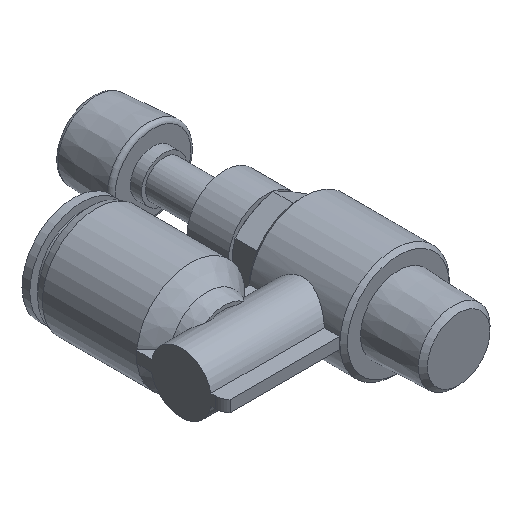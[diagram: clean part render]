
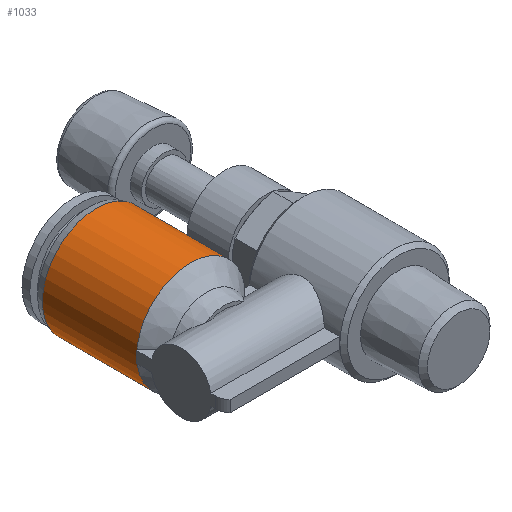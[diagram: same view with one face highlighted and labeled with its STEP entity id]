
A CAD part, isometric view. The second image highlights one B-rep face of the part: STEP entity #1033.
In plain terms, the highlighted cylindrical face has radius 7.15 mm (diameter 14.3 mm), a full revolution.
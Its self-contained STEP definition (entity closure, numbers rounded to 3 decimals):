
#52=CYLINDRICAL_SURFACE('',#1163,7.15);
#102=CIRCLE('',#1160,7.15);
#104=CIRCLE('',#1164,7.15);
#414=ORIENTED_EDGE('',*,*,#558,.T.);
#415=ORIENTED_EDGE('',*,*,#560,.F.);
#558=EDGE_CURVE('',#655,#655,#102,.T.);
#560=EDGE_CURVE('',#657,#657,#104,.T.);
#655=VERTEX_POINT('',#1890);
#657=VERTEX_POINT('',#1896);
#828=EDGE_LOOP('',(#414));
#829=EDGE_LOOP('',(#415));
#925=FACE_BOUND('',#828,.T.);
#926=FACE_BOUND('',#829,.T.);
#1033=ADVANCED_FACE('',(#925,#926),#52,.T.);
#1160=AXIS2_PLACEMENT_3D('',#1889,#1433,#1434);
#1163=AXIS2_PLACEMENT_3D('',#1894,#1439,#1440);
#1164=AXIS2_PLACEMENT_3D('',#1895,#1441,#1442);
#1433=DIRECTION('',(0.,1.,0.));
#1434=DIRECTION('',(0.,0.,1.));
#1439=DIRECTION('',(0.,1.,0.));
#1440=DIRECTION('',(0.,0.,1.));
#1441=DIRECTION('',(0.,1.,0.));
#1442=DIRECTION('',(0.,0.,1.));
#1889=CARTESIAN_POINT('',(-15.,6.,0.));
#1890=CARTESIAN_POINT('',(-15.,6.,7.15));
#1894=CARTESIAN_POINT('',(-15.,21.5,0.));
#1895=CARTESIAN_POINT('',(-15.,18.494,0.));
#1896=CARTESIAN_POINT('',(-15.,18.494,7.15));
